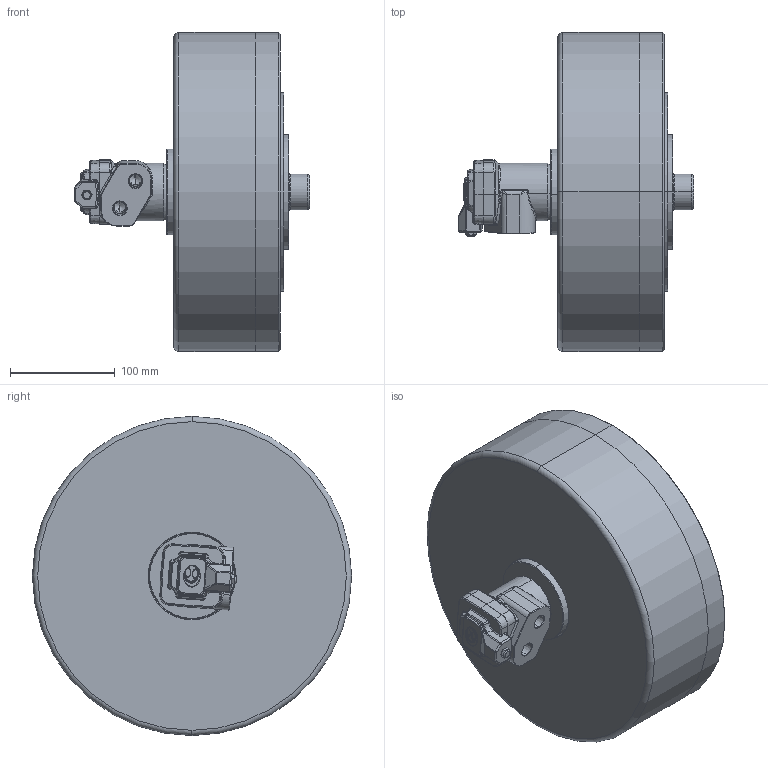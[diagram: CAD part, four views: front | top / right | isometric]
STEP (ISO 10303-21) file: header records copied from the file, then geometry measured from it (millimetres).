
FILE_DESCRIPTION (( 'STEP AP203' ), '1' );
FILE_NAME ('RA-270²Õ¦X¥ó.STEP', '2011-03-16T03:53:46', ( 'user' ), ( '' ), 'SwSTEP 2.0', 'SolidWorks 2010', '' );
FILE_SCHEMA (( 'CONFIG_CONTROL_DESIGN' ));
Products named in the file (9): RA-130閥體; RA-130閥蓋; RA-270組合件; RA-270缸體; RA-270活塞; RA-270缸蓋; RA-130閥軸組; RA-130閥軸; RA-130消音器
Assembly tree (8 placements, depth 3):
  RA-270組合件
    RA-270缸體
    RA-130閥軸組
      RA-130閥蓋
      RA-130消音器
      RA-130閥軸
      RA-130閥體
    RA-270活塞
    RA-270缸蓋
Bounding box: 225 x 305 x 305 mm (x, y, z)
Volume: 6125551.4 mm3; surface area: 651562.4 mm2
Topology: 7 solids, 7 shells, 491 faces, 1129 edges, 658 vertices
Faces by surface type: cylinder 156, bspline 123, plane 114, cone 72, torus 17, sphere 9
Entity records: 31048 total; most frequent: CARTESIAN_POINT 19959, ORIENTED_EDGE 2194, DIRECTION 1956, EDGE_CURVE 1097, AXIS2_PLACEMENT_3D 790, VERTEX_POINT 658, EDGE_LOOP 535, ADVANCED_FACE 491
